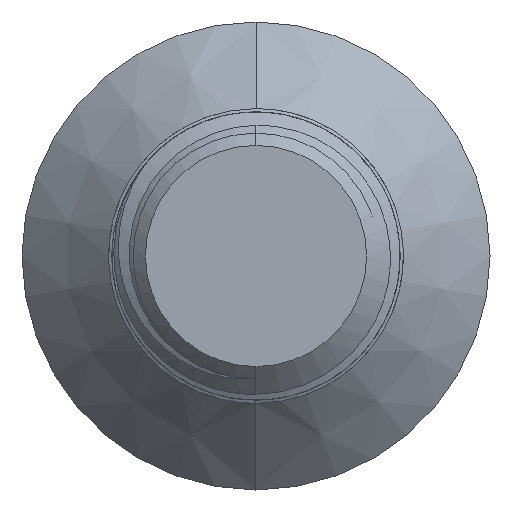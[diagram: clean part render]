
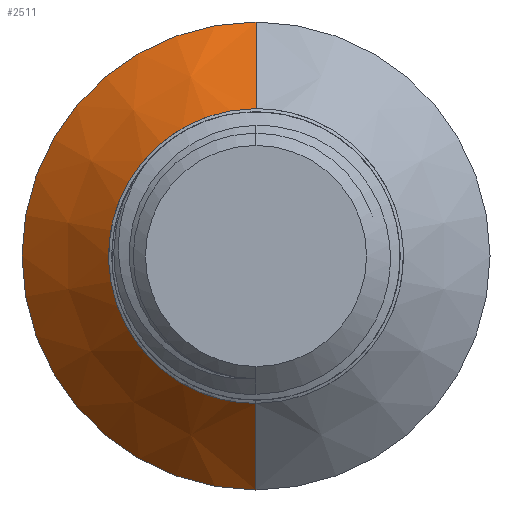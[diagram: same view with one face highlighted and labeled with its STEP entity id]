
A CAD part, left-side view. The second image highlights one B-rep face of the part: STEP entity #2511.
In plain terms, the highlighted conical face has half-angle 45 degrees and reference radius 9.525 mm.
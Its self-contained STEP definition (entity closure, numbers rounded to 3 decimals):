
#123 = DIRECTION ( 'NONE',  ( 0., 0., -1. ) ) ;
#186 = DIRECTION ( 'NONE',  ( 0., 0., -1. ) ) ;
#249 = VERTEX_POINT ( 'NONE', #2160 ) ;
#305 = CARTESIAN_POINT ( 'NONE',  ( 167., 0., 0. ) ) ;
#320 = DIRECTION ( 'NONE',  ( 0.707, 0., 0.707 ) ) ;
#429 = CARTESIAN_POINT ( 'NONE',  ( 163.475, 0., 0. ) ) ;
#556 = VECTOR ( 'NONE', #320, 1000. ) ;
#582 = EDGE_LOOP ( 'NONE', ( #2396, #750, #1947, #1576 ) ) ;
#606 = CIRCLE ( 'NONE', #1846, 6. ) ;
#750 = ORIENTED_EDGE ( 'NONE', *, *, #2760, .T. ) ;
#882 = CONICAL_SURFACE ( 'NONE', #1462, 9.525, 0.785 ) ;
#1030 = EDGE_CURVE ( 'NONE', #2250, #249, #2085, .T. ) ;
#1301 = EDGE_CURVE ( 'NONE', #1404, #2250, #1344, .T. ) ;
#1344 = LINE ( 'NONE', #2657, #1562 ) ;
#1404 = VERTEX_POINT ( 'NONE', #2395 ) ;
#1462 = AXIS2_PLACEMENT_3D ( 'NONE', #305, #1661, #2120 ) ;
#1485 = LINE ( 'NONE', #2356, #556 ) ;
#1562 = VECTOR ( 'NONE', #1782, 1000. ) ;
#1576 = ORIENTED_EDGE ( 'NONE', *, *, #1301, .F. ) ;
#1661 = DIRECTION ( 'NONE',  ( 1., 0., 0. ) ) ;
#1782 = DIRECTION ( 'NONE',  ( 0.707, 0., -0.707 ) ) ;
#1846 = AXIS2_PLACEMENT_3D ( 'NONE', #429, #2943, #186 ) ;
#1926 = CARTESIAN_POINT ( 'NONE',  ( 163.475, 0., 6. ) ) ;
#1947 = ORIENTED_EDGE ( 'NONE', *, *, #1030, .F. ) ;
#1961 = DIRECTION ( 'NONE',  ( 1., 0., 0. ) ) ;
#2085 = CIRCLE ( 'NONE', #2600, 9.525 ) ;
#2094 = FACE_OUTER_BOUND ( 'NONE', #582, .T. ) ;
#2120 = DIRECTION ( 'NONE',  ( 0., 0., -1. ) ) ;
#2160 = CARTESIAN_POINT ( 'NONE',  ( 167., 0., 9.525 ) ) ;
#2250 = VERTEX_POINT ( 'NONE', #2393 ) ;
#2356 = CARTESIAN_POINT ( 'NONE',  ( 167., 0., 9.525 ) ) ;
#2366 = EDGE_CURVE ( 'NONE', #2709, #1404, #606, .T. ) ;
#2393 = CARTESIAN_POINT ( 'NONE',  ( 167., 0., -9.525 ) ) ;
#2395 = CARTESIAN_POINT ( 'NONE',  ( 163.475, 0., -6. ) ) ;
#2396 = ORIENTED_EDGE ( 'NONE', *, *, #2366, .F. ) ;
#2403 = CARTESIAN_POINT ( 'NONE',  ( 167., 0., 0. ) ) ;
#2511 = ADVANCED_FACE ( 'NONE', ( #2094 ), #882, .T. ) ;
#2600 = AXIS2_PLACEMENT_3D ( 'NONE', #2403, #1961, #123 ) ;
#2657 = CARTESIAN_POINT ( 'NONE',  ( 167., 0., -9.525 ) ) ;
#2709 = VERTEX_POINT ( 'NONE', #1926 ) ;
#2760 = EDGE_CURVE ( 'NONE', #2709, #249, #1485, .T. ) ;
#2943 = DIRECTION ( 'NONE',  ( -1., 0., 0. ) ) ;
